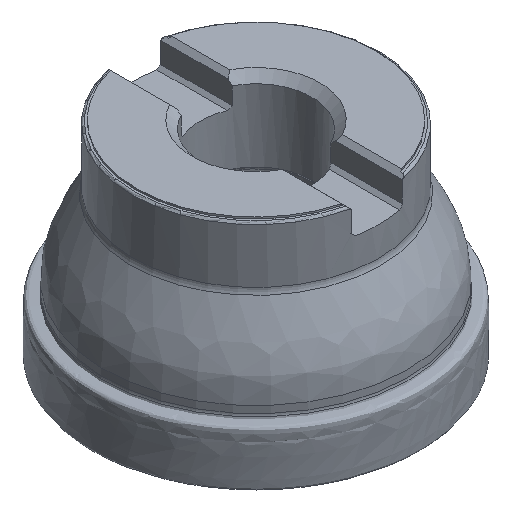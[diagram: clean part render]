
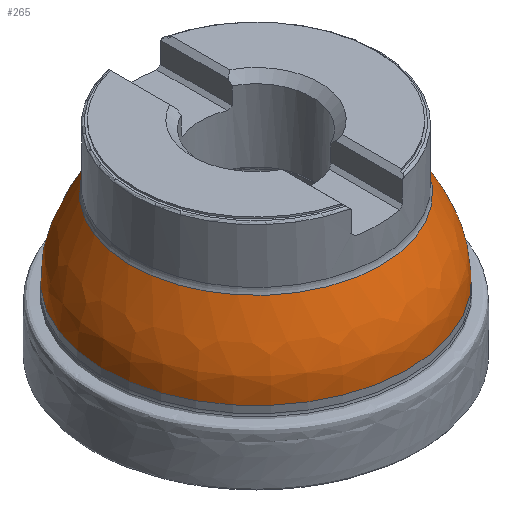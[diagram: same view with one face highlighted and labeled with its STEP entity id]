
A CAD part, isometric view. The second image highlights one B-rep face of the part: STEP entity #265.
In plain terms, the highlighted face is a revolution surface.
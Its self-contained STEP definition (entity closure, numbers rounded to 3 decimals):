
#98=SURFACE_OF_REVOLUTION('',#237,#99);
#99=AXIS1_PLACEMENT('',#1560,#1227);
#237=B_SPLINE_CURVE_WITH_KNOTS('',3,(#1556,#1557,#1558,#1559),
 .UNSPECIFIED.,.F.,.F.,(4,4),(0.,1.),.UNSPECIFIED.);
#265=ADVANCED_FACE('CN_SU3',(#344,#345),#98,.T.);
#344=FACE_BOUND('',#401,.T.);
#345=FACE_BOUND('',#402,.T.);
#401=EDGE_LOOP('',(#500));
#402=EDGE_LOOP('',(#501));
#500=ORIENTED_EDGE('',*,*,#738,.F.);
#501=ORIENTED_EDGE('',*,*,#754,.T.);
#663=VERTEX_POINT('',#1517);
#677=VERTEX_POINT('',#1554);
#738=EDGE_CURVE('',#663,#663,#832,.T.);
#754=EDGE_CURVE('',#677,#677,#836,.T.);
#832=CIRCLE('',#1017,37.);
#836=CIRCLE('',#1036,30.352);
#1017=AXIS2_PLACEMENT_3D('',#1516,#1181,#1182);
#1036=AXIS2_PLACEMENT_3D('',#1553,#1223,#1224);
#1181=DIRECTION('',(0.,0.,-1.));
#1182=DIRECTION('',(-0.156,0.988,0.));
#1223=DIRECTION('',(0.,0.,-1.));
#1224=DIRECTION('',(-0.156,0.988,0.));
#1227=DIRECTION('',(0.,0.,-1.));
#1516=CARTESIAN_POINT('',(0.,0.,-34.));
#1517=CARTESIAN_POINT('',(-5.763,36.548,-34.));
#1553=CARTESIAN_POINT('',(0.,0.,-15.51));
#1554=CARTESIAN_POINT('',(-4.728,29.981,-15.51));
#1556=CARTESIAN_POINT('',(-30.352,0.,-15.51));
#1557=CARTESIAN_POINT('',(-35.108,0.,-24.446));
#1558=CARTESIAN_POINT('',(-37.,0.,-27.416));
#1559=CARTESIAN_POINT('',(-37.,0.,-34.));
#1560=CARTESIAN_POINT('',(0.,0.,
25.681));
